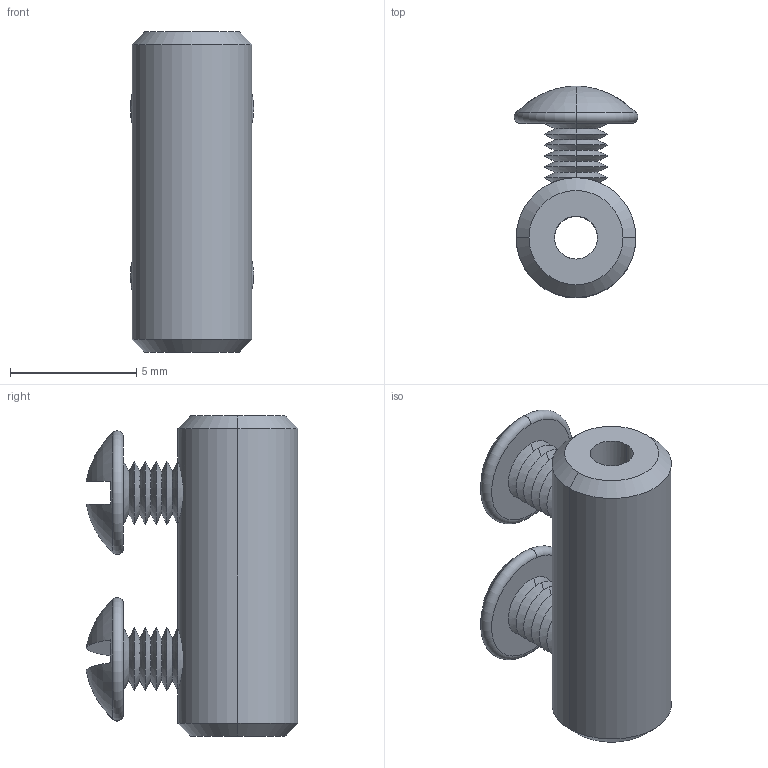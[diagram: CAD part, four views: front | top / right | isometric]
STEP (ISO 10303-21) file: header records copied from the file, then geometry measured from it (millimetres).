
FILE_DESCRIPTION (( 'STEP AP203' ), '1' );
FILE_NAME ('A0725-3-CN.STEP', '2020-09-25T12:36:29', ( '' ), ( '' ), 'SwSTEP 2.0', 'SolidWorks 2020', '' );
FILE_SCHEMA (( 'CONFIG_CONTROL_DESIGN' ));
Length unit declared in the file: inch
Products named in the file (1): A0725-3-CN
Bounding box: 4.9 x 8.39 x 12.7 mm (x, y, z)
Volume: 230.7 mm3; surface area: 499.8 mm2
Topology: 3 solids, 3 shells, 138 faces, 292 edges, 164 vertices
Faces by surface type: cone 104, plane 18, cylinder 8, torus 8
Entity records: 3923 total; most frequent: CARTESIAN_POINT 871, DIRECTION 670, ORIENTED_EDGE 584, EDGE_CURVE 292, AXIS2_PLACEMENT_3D 279, VERTEX_POINT 164, EDGE_LOOP 148, CIRCLE 140
